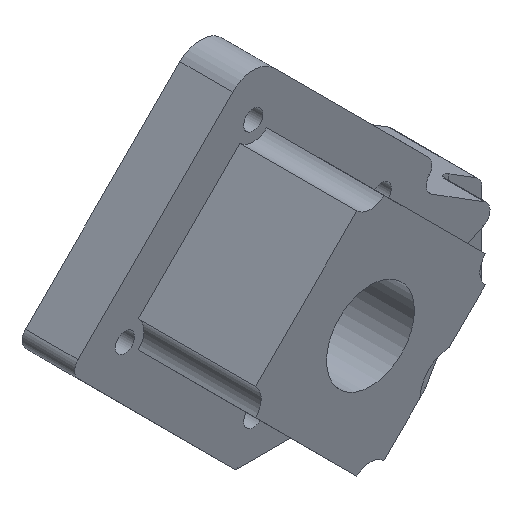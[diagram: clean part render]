
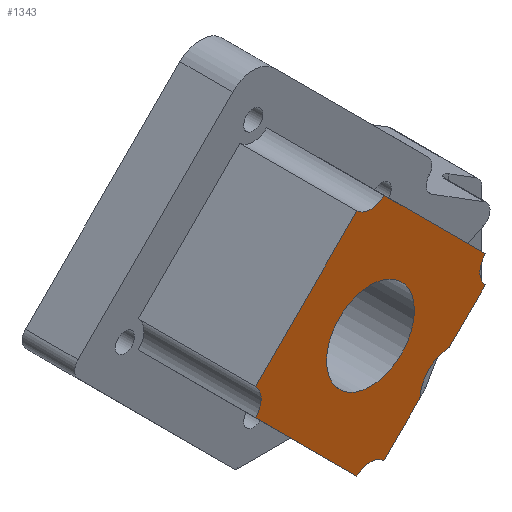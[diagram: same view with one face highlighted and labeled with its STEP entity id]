
A CAD part, isometric view. The second image highlights one B-rep face of the part: STEP entity #1343.
In plain terms, the highlighted planar face has unit normal (0, -1, 0).
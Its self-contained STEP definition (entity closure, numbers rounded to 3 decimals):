
#29=FACE_BOUND('',#499,.T.);
#58=PLANE('',#1494);
#177=LINE('',#2278,#303);
#178=LINE('',#2281,#304);
#181=LINE('',#2289,#307);
#184=LINE('',#2297,#310);
#187=LINE('',#2304,#313);
#303=VECTOR('',#1839,10.);
#304=VECTOR('',#1842,10.);
#307=VECTOR('',#1851,10.);
#310=VECTOR('',#1860,10.);
#313=VECTOR('',#1869,10.);
#412=FACE_OUTER_BOUND('',#498,.T.);
#498=EDGE_LOOP('',(#1219,#1220,#1221,#1222,#1223,#1224,#1225,#1226,#1227,
#1228));
#499=EDGE_LOOP('',(#1229));
#572=CIRCLE('',#1470,5.);
#574=CIRCLE('',#1480,3.25);
#575=CIRCLE('',#1484,3.25);
#576=CIRCLE('',#1487,3.25);
#577=CIRCLE('',#1490,3.25);
#578=CIRCLE('',#1493,7.5);
#687=VERTEX_POINT('',#2239);
#688=VERTEX_POINT('',#2241);
#696=VERTEX_POINT('',#2272);
#697=VERTEX_POINT('',#2273);
#698=VERTEX_POINT('',#2280);
#699=VERTEX_POINT('',#2284);
#700=VERTEX_POINT('',#2288);
#701=VERTEX_POINT('',#2292);
#702=VERTEX_POINT('',#2296);
#703=VERTEX_POINT('',#2300);
#704=VERTEX_POINT('',#2306);
#857=EDGE_CURVE('',#687,#688,#572,.T.);
#872=EDGE_CURVE('',#696,#697,#574,.T.);
#875=EDGE_CURVE('',#697,#687,#177,.T.);
#876=EDGE_CURVE('',#688,#698,#178,.T.);
#878=EDGE_CURVE('',#698,#699,#575,.T.);
#880=EDGE_CURVE('',#699,#700,#181,.T.);
#882=EDGE_CURVE('',#700,#701,#576,.T.);
#884=EDGE_CURVE('',#701,#702,#184,.T.);
#886=EDGE_CURVE('',#702,#703,#577,.T.);
#888=EDGE_CURVE('',#703,#696,#187,.T.);
#889=EDGE_CURVE('',#704,#704,#578,.F.);
#1219=ORIENTED_EDGE('',*,*,#878,.F.);
#1220=ORIENTED_EDGE('',*,*,#876,.F.);
#1221=ORIENTED_EDGE('',*,*,#857,.F.);
#1222=ORIENTED_EDGE('',*,*,#875,.F.);
#1223=ORIENTED_EDGE('',*,*,#872,.F.);
#1224=ORIENTED_EDGE('',*,*,#888,.F.);
#1225=ORIENTED_EDGE('',*,*,#886,.F.);
#1226=ORIENTED_EDGE('',*,*,#884,.F.);
#1227=ORIENTED_EDGE('',*,*,#882,.F.);
#1228=ORIENTED_EDGE('',*,*,#880,.F.);
#1229=ORIENTED_EDGE('',*,*,#889,.T.);
#1343=ADVANCED_FACE('',(#412,#29),#58,.T.);
#1470=AXIS2_PLACEMENT_3D('',#2242,#1800,#1801);
#1480=AXIS2_PLACEMENT_3D('',#2274,#1833,#1834);
#1484=AXIS2_PLACEMENT_3D('',#2285,#1846,#1847);
#1487=AXIS2_PLACEMENT_3D('',#2293,#1855,#1856);
#1490=AXIS2_PLACEMENT_3D('',#2301,#1864,#1865);
#1493=AXIS2_PLACEMENT_3D('',#2307,#1872,#1873);
#1494=AXIS2_PLACEMENT_3D('',#2309,#1875,#1876);
#1800=DIRECTION('center_axis',(0.,-1.,0.));
#1801=DIRECTION('ref_axis',(-1.,0.,0.016));
#1833=DIRECTION('center_axis',(0.,-1.,0.));
#1834=DIRECTION('ref_axis',(-1.,0.,0.));
#1839=DIRECTION('',(-0.707,0.,-0.707));
#1842=DIRECTION('',(-0.707,0.,-0.707));
#1846=DIRECTION('center_axis',(0.,-1.,0.));
#1847=DIRECTION('ref_axis',(-1.,0.,0.));
#1851=DIRECTION('',(-0.707,0.,0.707));
#1855=DIRECTION('center_axis',(0.,-1.,0.));
#1856=DIRECTION('ref_axis',(-1.,0.,0.));
#1860=DIRECTION('',(0.707,0.,0.707));
#1864=DIRECTION('center_axis',(0.,-1.,0.));
#1865=DIRECTION('ref_axis',(-1.,0.,0.));
#1869=DIRECTION('',(0.707,0.,-0.707));
#1872=DIRECTION('center_axis',(0.,-1.,0.));
#1873=DIRECTION('ref_axis',(-1.,0.,0.));
#1875=DIRECTION('center_axis',(0.,-1.,0.));
#1876=DIRECTION('ref_axis',(0.,0.,-1.));
#2239=CARTESIAN_POINT('',(178.669,-461.065,-152.899));
#2241=CARTESIAN_POINT('',(173.749,-461.065,-157.819));
#2242=CARTESIAN_POINT('Origin',(178.748,-461.065,-157.898));
#2272=CARTESIAN_POINT('',(184.871,-461.065,-142.101));
#2273=CARTESIAN_POINT('',(184.871,-461.065,-146.697));
#2274=CARTESIAN_POINT('Origin',(187.169,-461.065,-144.399));
#2278=CARTESIAN_POINT('',(177.439,-461.065,-154.129));
#2280=CARTESIAN_POINT('',(167.547,-461.065,-164.021));
#2281=CARTESIAN_POINT('',(171.878,-461.065,-159.69));
#2284=CARTESIAN_POINT('',(162.951,-461.065,-164.021));
#2285=CARTESIAN_POINT('Origin',(165.249,-461.065,-166.319));
#2288=CARTESIAN_POINT('',(145.627,-461.065,-146.697));
#2289=CARTESIAN_POINT('',(149.958,-461.065,-151.028));
#2292=CARTESIAN_POINT('',(145.627,-461.065,-142.101));
#2293=CARTESIAN_POINT('Origin',(143.328,-461.065,-144.399));
#2296=CARTESIAN_POINT('',(162.951,-461.065,-124.777));
#2297=CARTESIAN_POINT('',(158.62,-461.065,-129.108));
#2300=CARTESIAN_POINT('',(167.547,-461.065,-124.777));
#2301=CARTESIAN_POINT('Origin',(165.249,-461.065,-122.479));
#2304=CARTESIAN_POINT('',(180.54,-461.065,-137.77));
#2306=CARTESIAN_POINT('',(172.749,-461.065,-144.399));
#2307=CARTESIAN_POINT('Origin',(165.249,-461.065,-144.399));
#2309=CARTESIAN_POINT('Origin',(165.249,-461.065,-144.399));
